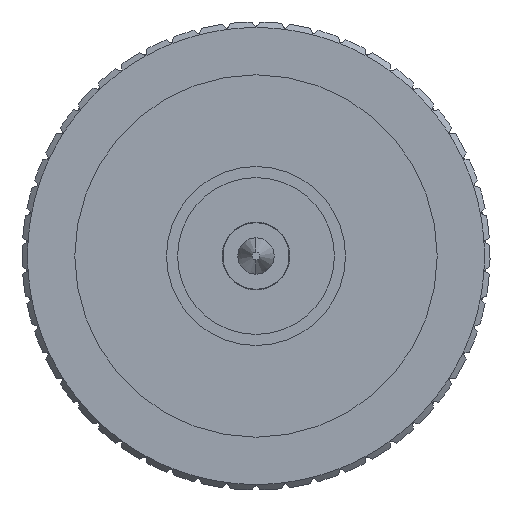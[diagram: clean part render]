
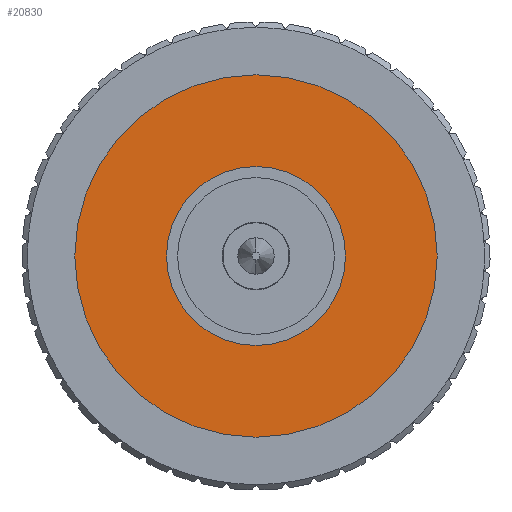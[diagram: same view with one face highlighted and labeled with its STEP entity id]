
A CAD part, front view. The second image highlights one B-rep face of the part: STEP entity #20830.
In plain terms, the highlighted planar face has unit normal (0, -1, 0).
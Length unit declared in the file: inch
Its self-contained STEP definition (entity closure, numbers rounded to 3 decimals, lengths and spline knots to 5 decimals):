
#249 = CARTESIAN_POINT ( 'NONE',  ( 0.32, 0.393, 0. ) ) ;
#603 = DIRECTION ( 'NONE',  ( 0., 0., -1. ) ) ;
#1946 = FACE_BOUND ( 'NONE', #2270, .T. ) ;
#2121 = CIRCLE ( 'NONE', #20235, 0.158 ) ;
#2270 = EDGE_LOOP ( 'NONE', ( #21326, #21729 ) ) ;
#3825 = DIRECTION ( 'NONE',  ( 0., 1., 0. ) ) ;
#4022 = CARTESIAN_POINT ( 'NONE',  ( 0., 0.393, -0.158 ) ) ;
#4627 = CARTESIAN_POINT ( 'NONE',  ( 0., 0.393, -0.32 ) ) ;
#5147 = ORIENTED_EDGE ( 'NONE', *, *, #15254, .F. ) ;
#7113 = VERTEX_POINT ( 'NONE', #9022 ) ;
#7873 = AXIS2_PLACEMENT_3D ( 'NONE', #17847, #18314, #14233 ) ;
#8062 = VERTEX_POINT ( 'NONE', #22217 ) ;
#8418 = CARTESIAN_POINT ( 'NONE',  ( 0., 0.393, 0. ) ) ;
#8533 = DIRECTION ( 'NONE',  ( 0., 1., 0. ) ) ;
#8680 = VERTEX_POINT ( 'NONE', #4627 ) ;
#9022 = CARTESIAN_POINT ( 'NONE',  ( 0., 0.393, 0.158 ) ) ;
#9326 = EDGE_LOOP ( 'NONE', ( #18090, #5147 ) ) ;
#10327 = CARTESIAN_POINT ( 'NONE',  ( 0., 0.393, 0. ) ) ;
#10870 = EDGE_CURVE ( 'NONE', #8062, #8680, #20366, .T. ) ;
#10903 = CIRCLE ( 'NONE', #14382, 0.32 ) ;
#11852 = AXIS2_PLACEMENT_3D ( 'NONE', #17827, #3825, #23158 ) ;
#12617 = DIRECTION ( 'NONE',  ( 0., 1., 0. ) ) ;
#12878 = AXIS2_PLACEMENT_3D ( 'NONE', #249, #18700, #603 ) ;
#14070 = DIRECTION ( 'NONE',  ( 0., 0., 1. ) ) ;
#14233 = DIRECTION ( 'NONE',  ( 0., 0., 1. ) ) ;
#14382 = AXIS2_PLACEMENT_3D ( 'NONE', #8418, #8533, #14070 ) ;
#14413 = CIRCLE ( 'NONE', #7873, 0.158 ) ;
#15254 = EDGE_CURVE ( 'NONE', #8680, #8062, #10903, .T. ) ;
#16439 = EDGE_CURVE ( 'NONE', #7113, #17088, #14413, .T. ) ;
#16772 = PLANE ( 'NONE',  #12878 ) ;
#17088 = VERTEX_POINT ( 'NONE', #4022 ) ;
#17827 = CARTESIAN_POINT ( 'NONE',  ( 0., 0.393, 0. ) ) ;
#17847 = CARTESIAN_POINT ( 'NONE',  ( 0., 0.393, 0. ) ) ;
#18047 = DIRECTION ( 'NONE',  ( 0., 0., 1. ) ) ;
#18090 = ORIENTED_EDGE ( 'NONE', *, *, #10870, .F. ) ;
#18314 = DIRECTION ( 'NONE',  ( 0., 1., 0. ) ) ;
#18700 = DIRECTION ( 'NONE',  ( 0., -1., 0. ) ) ;
#20235 = AXIS2_PLACEMENT_3D ( 'NONE', #10327, #12617, #18047 ) ;
#20366 = CIRCLE ( 'NONE', #11852, 0.32 ) ;
#20830 = ADVANCED_FACE ( 'NONE', ( #1946, #22218 ), #16772, .T. ) ;
#21326 = ORIENTED_EDGE ( 'NONE', *, *, #16439, .T. ) ;
#21428 = EDGE_CURVE ( 'NONE', #17088, #7113, #2121, .T. ) ;
#21729 = ORIENTED_EDGE ( 'NONE', *, *, #21428, .T. ) ;
#22217 = CARTESIAN_POINT ( 'NONE',  ( 0., 0.393, 0.32 ) ) ;
#22218 = FACE_OUTER_BOUND ( 'NONE', #9326, .T. ) ;
#23158 = DIRECTION ( 'NONE',  ( 0., 0., 1. ) ) ;
